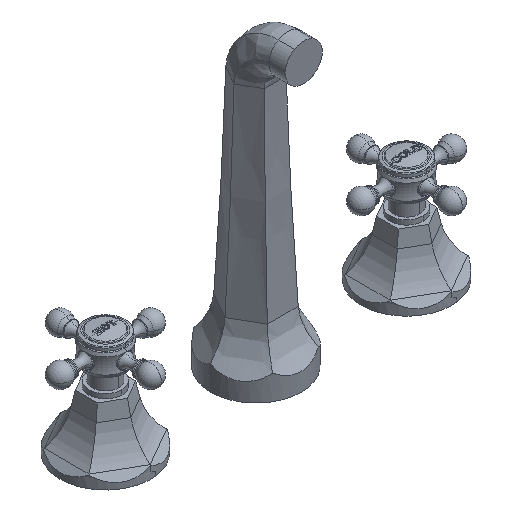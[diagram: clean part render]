
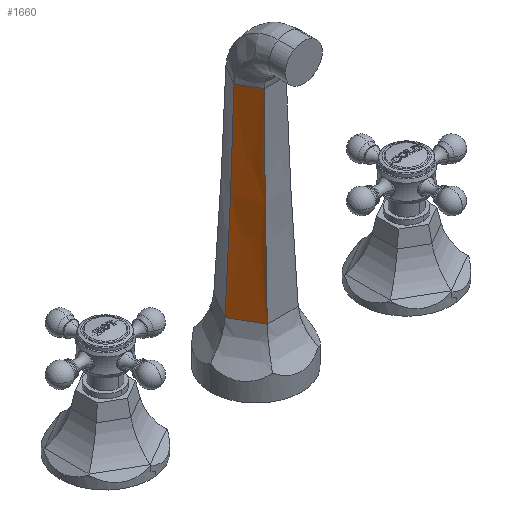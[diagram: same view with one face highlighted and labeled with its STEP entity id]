
A CAD part, isometric view. The second image highlights one B-rep face of the part: STEP entity #1660.
In plain terms, the highlighted free-form (B-spline) face has degree [3, 3] with [10, 4] control points.
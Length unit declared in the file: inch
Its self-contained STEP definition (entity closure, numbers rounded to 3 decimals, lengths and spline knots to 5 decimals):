
#465=CARTESIAN_POINT('',(-0.4046,-0.69974,1.5));
#466=CARTESIAN_POINT('',(-0.32204,-0.55695,
3.45006));
#467=CARTESIAN_POINT('',(-0.3364,-0.58179,
4.94955));
#468=CARTESIAN_POINT('',(-0.289,-0.49981,6.675));
#473=DIRECTION('',(0.499,-0.866,0.));
#474=VECTOR('',#473,0.80829);
#475=CARTESIAN_POINT('',(-0.80829,0.00052,1.5));
#476=LINE('',#475,#474);
#480=CARTESIAN_POINT('',(-0.80829,0.00052,1.5));
#481=CARTESIAN_POINT('',(-0.64335,0.00042,
3.45006));
#482=CARTESIAN_POINT('',(-0.67205,0.00043,
4.94955));
#483=CARTESIAN_POINT('',(-0.57735,0.00037,6.675));
#684=DIRECTION('',(0.499,-0.866,0.));
#685=VECTOR('',#684,0.57735);
#686=CARTESIAN_POINT('',(-0.57735,0.00037,6.675));
#687=LINE('',#686,#685);
#937=CARTESIAN_POINT('',(-0.80829,0.00052,1.5));
#938=VERTEX_POINT('',#937);
#939=CARTESIAN_POINT('',(-0.4046,-0.69974,1.5));
#940=VERTEX_POINT('',#939);
#952=VERTEX_POINT('',#483);
#953=VERTEX_POINT('',#468);
#1611=CARTESIAN_POINT('',(-0.82082,0.01461,
1.44828));
#1612=CARTESIAN_POINT('',(-0.64718,0.01153,
3.4472));
#1613=CARTESIAN_POINT('',(-0.68212,0.01125,
4.96406));
#1614=CARTESIAN_POINT('',(-0.58015,0.01035,
6.72687));
#1615=CARTESIAN_POINT('',(-0.79876,-0.02361,
1.44856));
#1616=CARTESIAN_POINT('',(-0.63083,-0.01862,
3.43631));
#1617=CARTESIAN_POINT('',(-0.65882,-0.01818,
4.9647));
#1618=CARTESIAN_POINT('',(-0.56473,-0.01673,
6.72686));
#1619=CARTESIAN_POINT('',(-0.75736,-0.09536,
1.44902));
#1620=CARTESIAN_POINT('',(-0.59977,-0.07551,
3.41874));
#1621=CARTESIAN_POINT('',(-0.61354,-0.0721,
4.96533));
#1622=CARTESIAN_POINT('',(-0.53582,-0.06762,
6.72684));
#1623=CARTESIAN_POINT('',(-0.69664,-0.20061,
1.44947));
#1624=CARTESIAN_POINT('',(-0.55326,-0.15941,
3.40146));
#1625=CARTESIAN_POINT('',(-0.54599,-0.1495,
4.9654));
#1626=CARTESIAN_POINT('',(-0.49343,-0.14232,
6.72685));
#1627=CARTESIAN_POINT('',(-0.63864,-0.30117,
1.44969));
#1628=CARTESIAN_POINT('',(-0.50807,-0.23966,
3.39295));
#1629=CARTESIAN_POINT('',(-0.48295,-0.22342,
4.96529));
#1630=CARTESIAN_POINT('',(-0.45289,-0.2137,
6.72685));
#1631=CARTESIAN_POINT('',(-0.58067,-0.40174,
1.44969));
#1632=CARTESIAN_POINT('',(-0.462,-0.31958,
3.39295));
#1633=CARTESIAN_POINT('',(-0.43535,-0.30597,
4.96529));
#1634=CARTESIAN_POINT('',(-0.41189,-0.28483,
6.72685));
#1635=CARTESIAN_POINT('',(-0.5227,-0.50232,
1.44947));
#1636=CARTESIAN_POINT('',(-0.4152,-0.39889,
3.40146));
#1637=CARTESIAN_POINT('',(-0.40298,-0.39757,
4.9654));
#1638=CARTESIAN_POINT('',(-0.37043,-0.35568,
6.72685));
#1639=CARTESIAN_POINT('',(-0.46205,-0.60762,
1.44902));
#1640=CARTESIAN_POINT('',(-0.3659,-0.48119,
3.41874));
#1641=CARTESIAN_POINT('',(-0.36985,-0.49481,
4.96533));
#1642=CARTESIAN_POINT('',(-0.32702,-0.4298,
6.72684));
#1643=CARTESIAN_POINT('',(-0.42071,-0.6794,
1.44856));
#1644=CARTESIAN_POINT('',(-0.33224,-0.53658,
3.43631));
#1645=CARTESIAN_POINT('',(-0.34588,-0.56102,
4.9647));
#1646=CARTESIAN_POINT('',(-0.29748,-0.48032,
6.72686));
#1647=CARTESIAN_POINT('',(-0.39869,-0.71764,
1.44828));
#1648=CARTESIAN_POINT('',(-0.31434,-0.56583,
3.4472));
#1649=CARTESIAN_POINT('',(-0.33209,-0.59592,
4.96406));
#1650=CARTESIAN_POINT('',(-0.28177,-0.50724,
6.72687));
#1651=B_SPLINE_SURFACE_WITH_KNOTS('',3,3,((#1611,#1612,#1613,#1614),(#1615,
#1616,#1617,#1618),(#1619,#1620,#1621,#1622),(#1623,#1624,#1625,#1626),(#1627,
#1628,#1629,#1630),(#1631,#1632,#1633,#1634),(#1635,#1636,#1637,#1638),(#1639,
#1640,#1641,#1642),(#1643,#1644,#1645,#1646),(#1647,#1648,#1649,#1650)),
.UNSPECIFIED.,.F.,.F.,.F.,(4,1,1,1,1,1,1,4),(4,4),(-0.02,0.14286,
0.28571,0.42857,0.57143,0.71429,
0.85714,1.02),(1.45443,6.72679),.UNSPECIFIED.);
#1652=ORIENTED_EDGE('',*,*,#1256,.F.);
#1654=ORIENTED_EDGE('',*,*,#1653,.T.);
#1656=ORIENTED_EDGE('',*,*,#1655,.T.);
#1657=ORIENTED_EDGE('',*,*,#1596,.F.);
#1658=EDGE_LOOP('',(#1652,#1654,#1656,#1657));
#1659=FACE_OUTER_BOUND('',#1658,.F.);
#469=B_SPLINE_CURVE_WITH_KNOTS('',3,(#465,#466,#467,#468),.UNSPECIFIED.,.F.,.F.,
(4,4),(0.,1.),.UNSPECIFIED.);
#484=B_SPLINE_CURVE_WITH_KNOTS('',3,(#480,#481,#482,#483),.UNSPECIFIED.,.F.,.F.,
(4,4),(0.,1.),.UNSPECIFIED.);
#1256=EDGE_CURVE('',#938,#940,#476,.T.);
#1596=EDGE_CURVE('',#940,#953,#469,.T.);
#1653=EDGE_CURVE('',#938,#952,#484,.T.);
#1655=EDGE_CURVE('',#952,#953,#687,.T.);
#1660=ADVANCED_FACE('',(#1659),#1651,.T.);
